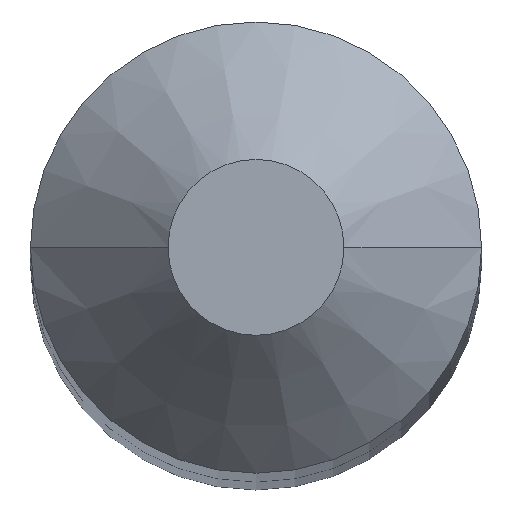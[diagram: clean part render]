
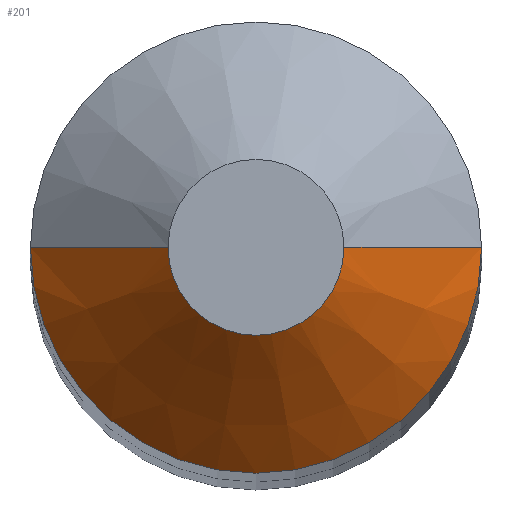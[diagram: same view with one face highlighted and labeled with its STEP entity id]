
A CAD part, top view. The second image highlights one B-rep face of the part: STEP entity #201.
In plain terms, the highlighted conical face has half-angle 45 degrees and reference radius 1.3 mm.
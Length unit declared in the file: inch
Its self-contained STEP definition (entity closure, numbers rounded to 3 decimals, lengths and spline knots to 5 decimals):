
#2 = FACE_OUTER_BOUND ( 'NONE', #54, .T. ) ;
#9 = DIRECTION ( 'NONE',  ( -0.707, 0., -0.707 ) ) ;
#11 = CIRCLE ( 'NONE', #224, 0.0512 ) ;
#18 = ORIENTED_EDGE ( 'NONE', *, *, #92, .T. ) ;
#25 = VERTEX_POINT ( 'NONE', #89 ) ;
#43 = EDGE_CURVE ( 'NONE', #300, #108, #11, .T. ) ;
#54 = EDGE_LOOP ( 'NONE', ( #311, #260, #18, #200 ) ) ;
#61 = VECTOR ( 'NONE', #9, 39.37008 ) ;
#67 = CONICAL_SURFACE ( 'NONE', #112, 0.0512, 0.785 ) ;
#71 = CARTESIAN_POINT ( 'NONE',  ( 0., 0., 0. ) ) ;
#85 = EDGE_CURVE ( 'NONE', #282, #108, #171, .T. ) ;
#89 = CARTESIAN_POINT ( 'NONE',  ( -0.01995, 0., 0. ) ) ;
#92 = EDGE_CURVE ( 'NONE', #25, #300, #238, .T. ) ;
#108 = VERTEX_POINT ( 'NONE', #306 ) ;
#111 = CARTESIAN_POINT ( 'NONE',  ( -0.0512, 0., -0.03125 ) ) ;
#112 = AXIS2_PLACEMENT_3D ( 'NONE', #115, #233, #356 ) ;
#115 = CARTESIAN_POINT ( 'NONE',  ( 0., 0., -0.03125 ) ) ;
#118 = DIRECTION ( 'NONE',  ( 0.707, 0., -0.707 ) ) ;
#145 = DIRECTION ( 'NONE',  ( 0., 0., 1. ) ) ;
#151 = DIRECTION ( 'NONE',  ( 1., 0., 0. ) ) ;
#170 = EDGE_CURVE ( 'NONE', #25, #282, #357, .T. ) ;
#171 = LINE ( 'NONE', #256, #246 ) ;
#174 = CARTESIAN_POINT ( 'NONE',  ( 0., 0., -0.03125 ) ) ;
#190 = AXIS2_PLACEMENT_3D ( 'NONE', #71, #145, #258 ) ;
#200 = ORIENTED_EDGE ( 'NONE', *, *, #43, .T. ) ;
#201 = ADVANCED_FACE ( 'NONE', ( #2 ), #67, .T. ) ;
#208 = DIRECTION ( 'NONE',  ( 0., 0., 1. ) ) ;
#224 = AXIS2_PLACEMENT_3D ( 'NONE', #174, #208, #151 ) ;
#233 = DIRECTION ( 'NONE',  ( 0., 0., -1. ) ) ;
#238 = LINE ( 'NONE', #111, #61 ) ;
#246 = VECTOR ( 'NONE', #118, 39.37008 ) ;
#256 = CARTESIAN_POINT ( 'NONE',  ( 0.0512, 0., -0.03125 ) ) ;
#258 = DIRECTION ( 'NONE',  ( 1., 0., 0. ) ) ;
#260 = ORIENTED_EDGE ( 'NONE', *, *, #170, .F. ) ;
#282 = VERTEX_POINT ( 'NONE', #372 ) ;
#300 = VERTEX_POINT ( 'NONE', #375 ) ;
#306 = CARTESIAN_POINT ( 'NONE',  ( 0.0512, 0., -0.03125 ) ) ;
#311 = ORIENTED_EDGE ( 'NONE', *, *, #85, .F. ) ;
#356 = DIRECTION ( 'NONE',  ( -1., 0., 0. ) ) ;
#357 = CIRCLE ( 'NONE', #190, 0.01995 ) ;
#372 = CARTESIAN_POINT ( 'NONE',  ( 0.01995, 0., 0. ) ) ;
#375 = CARTESIAN_POINT ( 'NONE',  ( -0.0512, 0., -0.03125 ) ) ;
